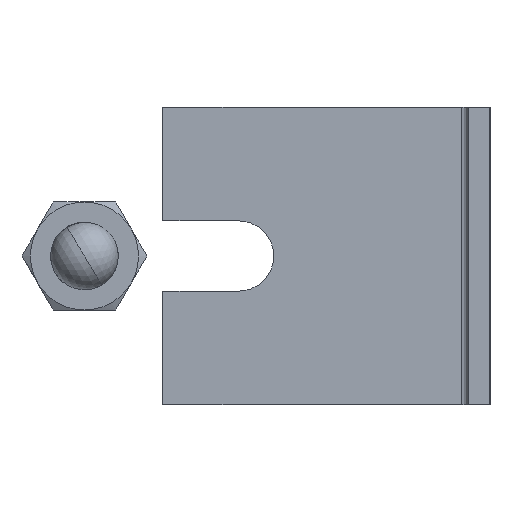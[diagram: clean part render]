
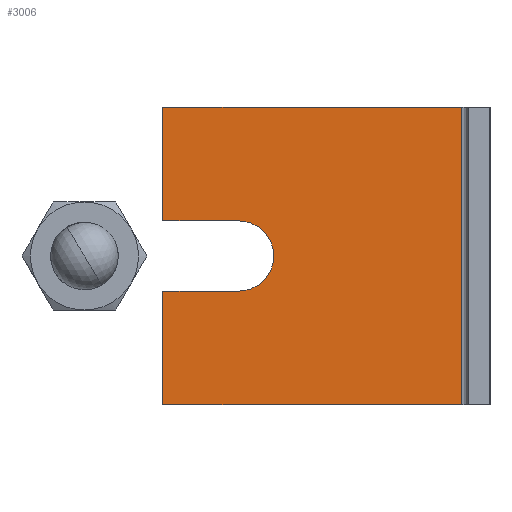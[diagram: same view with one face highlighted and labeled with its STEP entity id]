
A CAD part, left-side view. The second image highlights one B-rep face of the part: STEP entity #3006.
In plain terms, the highlighted planar face has unit normal (-1, 0, 0).
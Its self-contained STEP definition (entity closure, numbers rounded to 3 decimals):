
#2183 = DIRECTION ( 'NONE',  ( 0., -1., 0. ) ) ;
#2184 = VECTOR ( 'NONE', #2183, 1000. ) ;
#2268 = CARTESIAN_POINT ( 'NONE',  ( -1.6, 2.1, 11. ) ) ;
#2269 = LINE ( 'NONE', #2268, #2184 ) ;
#2270 = CARTESIAN_POINT ( 'NONE',  ( -1.6, 2.1, 11. ) ) ;
#2271 = DIRECTION ( 'NONE',  ( 0., 0., -1. ) ) ;
#2272 = VECTOR ( 'NONE', #2271, 1000. ) ;
#2273 = CARTESIAN_POINT ( 'NONE',  ( -1.6, 2.1, 11. ) ) ;
#2274 = LINE ( 'NONE', #2273, #2272 ) ;
#2275 = CARTESIAN_POINT ( 'NONE',  ( -1.6, 2.1, -11. ) ) ;
#2276 = DIRECTION ( 'NONE',  ( 0., -1., 0. ) ) ;
#2277 = VECTOR ( 'NONE', #2276, 1000. ) ;
#2278 = CARTESIAN_POINT ( 'NONE',  ( -1.6, 2.1, -11. ) ) ;
#2279 = LINE ( 'NONE', #2278, #2277 ) ;
#2280 = DIRECTION ( 'NONE',  ( 0., -1., 0. ) ) ;
#2281 = VECTOR ( 'NONE', #2280, 1000. ) ;
#2282 = CARTESIAN_POINT ( 'NONE',  ( -1.6, 2.1, -2.6 ) ) ;
#2283 = LINE ( 'NONE', #2282, #2281 ) ;
#2284 = CARTESIAN_POINT ( 'NONE',  ( -1.6, 18.6, -2.6 ) ) ;
#2285 = DIRECTION ( 'NONE',  ( 0., 0., -1. ) ) ;
#2286 = DIRECTION ( 'NONE',  ( -1., 0., 0. ) ) ;
#2287 = CARTESIAN_POINT ( 'NONE',  ( -1.6, 18.6, 0. ) ) ;
#2288 = AXIS2_PLACEMENT_3D ( 'NONE', #2287, #2286, #2285 ) ;
#2289 = CIRCLE ( 'NONE', #2288, 2.6 ) ;
#2290 = DIRECTION ( 'NONE',  ( 0., 1., 0. ) ) ;
#2291 = VECTOR ( 'NONE', #2290, 1000. ) ;
#2292 = CARTESIAN_POINT ( 'NONE',  ( -1.6, 2.1, 2.6 ) ) ;
#2293 = LINE ( 'NONE', #2292, #2291 ) ;
#2294 = DIRECTION ( 'NONE',  ( 0., 0., -1. ) ) ;
#2295 = DIRECTION ( 'NONE',  ( 1., 0., 0. ) ) ;
#2296 = CARTESIAN_POINT ( 'NONE',  ( -1.6, 2.1, 11. ) ) ;
#2297 = AXIS2_PLACEMENT_3D ( 'NONE', #2296, #2295, #2294 ) ;
#2298 = PLANE ( 'NONE',  #2297 ) ;
#2299 = FACE_OUTER_BOUND ( 'NONE', #3007, .T. ) ;
#2300 = DIRECTION ( 'NONE',  ( 0., 0., -1. ) ) ;
#2301 = VECTOR ( 'NONE', #2300, 1000. ) ;
#2302 = CARTESIAN_POINT ( 'NONE',  ( -1.6, 24.2, 11. ) ) ;
#2303 = LINE ( 'NONE', #2302, #2301 ) ;
#2304 = CARTESIAN_POINT ( 'NONE',  ( -1.6, 24.2, -11. ) ) ;
#2310 = CARTESIAN_POINT ( 'NONE',  ( -1.6, 24.2, -2.6 ) ) ;
#2341 = CARTESIAN_POINT ( 'NONE',  ( -1.6, 24.2, 11. ) ) ;
#2342 = DIRECTION ( 'NONE',  ( 0., 0., -1. ) ) ;
#2343 = VECTOR ( 'NONE', #2342, 1000. ) ;
#2344 = CARTESIAN_POINT ( 'NONE',  ( -1.6, 24.2, 11. ) ) ;
#2345 = LINE ( 'NONE', #2344, #2343 ) ;
#2346 = CARTESIAN_POINT ( 'NONE',  ( -1.6, 24.2, 2.6 ) ) ;
#2435 = CARTESIAN_POINT ( 'NONE',  ( -1.6, 18.6, 2.6 ) ) ;
#2500 = DIRECTION ( 'NONE',  ( 0., 0., -1. ) ) ;
#2501 = DIRECTION ( 'NONE',  ( -1., 0., 0. ) ) ;
#2502 = CARTESIAN_POINT ( 'NONE',  ( -1.6, 18.6, 0. ) ) ;
#2503 = AXIS2_PLACEMENT_3D ( 'NONE', #2502, #2501, #2500 ) ;
#2504 = CIRCLE ( 'NONE', #2503, 2.6 ) ;
#2506 = CARTESIAN_POINT ( 'NONE',  ( -1.6, 16., 0. ) ) ;
#2986 = VERTEX_POINT ( 'NONE', #2346 ) ;
#2988 = EDGE_CURVE ( 'NONE', #2989, #2986, #2345, .T. ) ;
#2989 = VERTEX_POINT ( 'NONE', #2341 ) ;
#2997 = VERTEX_POINT ( 'NONE', #2310 ) ;
#3003 = VERTEX_POINT ( 'NONE', #2304 ) ;
#3005 = EDGE_CURVE ( 'NONE', #2997, #3003, #2303, .T. ) ;
#3006 = ADVANCED_FACE ( 'NONE', ( #2299 ), #2298, .F. ) ;
#3007 = EDGE_LOOP ( 'NONE', ( #3008, #3010, #3011, #3014, #3016, #3017, #3020, #3023, #3025 ) ) ;
#3008 = ORIENTED_EDGE ( 'NONE', *, *, #3009, .F. ) ;
#3009 = EDGE_CURVE ( 'NONE', #4778, #2986, #2293, .T. ) ;
#3010 = ORIENTED_EDGE ( 'NONE', *, *, #4761, .F. ) ;
#3011 = ORIENTED_EDGE ( 'NONE', *, *, #3012, .F. ) ;
#3012 = EDGE_CURVE ( 'NONE', #3013, #4759, #2289, .T. ) ;
#3013 = VERTEX_POINT ( 'NONE', #2284 ) ;
#3014 = ORIENTED_EDGE ( 'NONE', *, *, #3015, .F. ) ;
#3015 = EDGE_CURVE ( 'NONE', #2997, #3013, #2283, .T. ) ;
#3016 = ORIENTED_EDGE ( 'NONE', *, *, #3005, .T. ) ;
#3017 = ORIENTED_EDGE ( 'NONE', *, *, #3018, .T. ) ;
#3018 = EDGE_CURVE ( 'NONE', #3003, #3019, #2279, .T. ) ;
#3019 = VERTEX_POINT ( 'NONE', #2275 ) ;
#3020 = ORIENTED_EDGE ( 'NONE', *, *, #3021, .F. ) ;
#3021 = EDGE_CURVE ( 'NONE', #3022, #3019, #2274, .T. ) ;
#3022 = VERTEX_POINT ( 'NONE', #2270 ) ;
#3023 = ORIENTED_EDGE ( 'NONE', *, *, #3024, .F. ) ;
#3024 = EDGE_CURVE ( 'NONE', #2989, #3022, #2269, .T. ) ;
#3025 = ORIENTED_EDGE ( 'NONE', *, *, #2988, .T. ) ;
#4759 = VERTEX_POINT ( 'NONE', #2506 ) ;
#4761 = EDGE_CURVE ( 'NONE', #4759, #4778, #2504, .T. ) ;
#4778 = VERTEX_POINT ( 'NONE', #2435 ) ;
